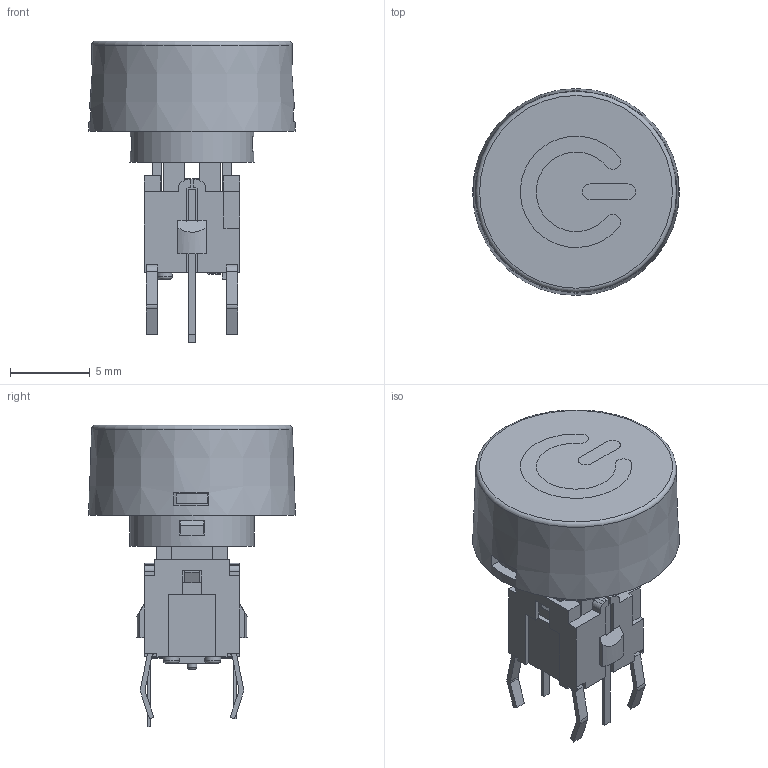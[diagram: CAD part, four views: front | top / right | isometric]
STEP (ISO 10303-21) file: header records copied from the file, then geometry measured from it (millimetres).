
FILE_DESCRIPTION(/* description */ (''),/* implementation_level */ '2;1');
FILE_NAME(/* name */ 'TL1220R4NNxx.stp',/* time_stamp */ '2025-09-11T08:51:06-05:00',/* author */ ('mwilliams'),/* organization */ (''),/* preprocessor_version */ 'ST-DEVELOPER v18.1',/* originating_system */ 'Autodesk Inventor 2022',/* authorisation */ '');
FILE_SCHEMA (('AUTOMOTIVE_DESIGN { 1 0 10303 214 3 1 1 }'));
Length unit declared in the file: millimetre
Products named in the file (1): TL1220R4NNxx
Bounding box: 13 x 13 x 18.95 mm (x, y, z)
Volume: 537.9 mm3; surface area: 1688.8 mm2
Topology: 4 solids, 4 shells, 399 faces, 1132 edges, 732 vertices
Faces by surface type: plane 332, cylinder 59, cone 3, torus 3, bspline 2
Full cylindrical faces by diameter (mm): 1 x3, 3.7 x1, 5.5 x1, 7.8 x1, 11.4 x1
Entity records: 12944 total; most frequent: CARTESIAN_POINT 2371, ORIENTED_EDGE 2264, DIRECTION 2077, EDGE_CURVE 1132, LINE 975, VECTOR 975, VERTEX_POINT 732, AXIS2_PLACEMENT_3D 551
